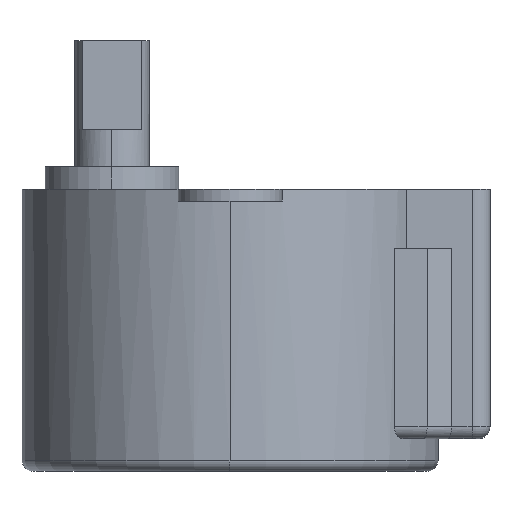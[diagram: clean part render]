
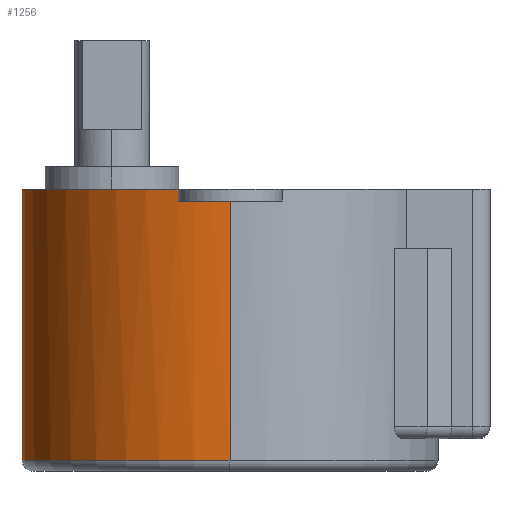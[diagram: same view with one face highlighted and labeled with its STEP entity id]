
A CAD part, left-side view. The second image highlights one B-rep face of the part: STEP entity #1256.
In plain terms, the highlighted cylindrical face has radius 14 mm (diameter 28 mm), a partial arc.
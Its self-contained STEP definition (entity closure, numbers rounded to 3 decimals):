
#12 = DIRECTION ( 'NONE',  ( 0., 0., -1. ) ) ;
#29 = DIRECTION ( 'NONE',  ( 0., 0., 1. ) ) ;
#55 = DIRECTION ( 'NONE',  ( 1., 0., 0. ) ) ;
#126 = VERTEX_POINT ( 'NONE', #1317 ) ;
#170 = VECTOR ( 'NONE', #962, 1000. ) ;
#179 = EDGE_CURVE ( 'NONE', #389, #1794, #959, .T. ) ;
#193 = CARTESIAN_POINT ( 'NONE',  ( -13.555, 3.5, 19. ) ) ;
#271 = AXIS2_PLACEMENT_3D ( 'NONE', #663, #29, #512 ) ;
#326 = CARTESIAN_POINT ( 'NONE',  ( 0., 0., 19. ) ) ;
#344 = CARTESIAN_POINT ( 'NONE',  ( 0., 0., 18.2 ) ) ;
#389 = VERTEX_POINT ( 'NONE', #1845 ) ;
#408 = ORIENTED_EDGE ( 'NONE', *, *, #999, .T. ) ;
#411 = ORIENTED_EDGE ( 'NONE', *, *, #179, .T. ) ;
#414 = VERTEX_POINT ( 'NONE', #1357 ) ;
#510 = LINE ( 'NONE', #761, #552 ) ;
#512 = DIRECTION ( 'NONE',  ( 1., 0., 0. ) ) ;
#518 = ORIENTED_EDGE ( 'NONE', *, *, #1047, .F. ) ;
#550 = VECTOR ( 'NONE', #1656, 1000. ) ;
#552 = VECTOR ( 'NONE', #2081, 1000. ) ;
#553 = ORIENTED_EDGE ( 'NONE', *, *, #622, .F. ) ;
#570 = VECTOR ( 'NONE', #1864, 1000. ) ;
#622 = EDGE_CURVE ( 'NONE', #414, #1079, #510, .T. ) ;
#663 = CARTESIAN_POINT ( 'NONE',  ( 0., 0., 19. ) ) ;
#761 = CARTESIAN_POINT ( 'NONE',  ( 13.555, 3.5, 18.2 ) ) ;
#836 = AXIS2_PLACEMENT_3D ( 'NONE', #326, #2126, #1978 ) ;
#840 = CARTESIAN_POINT ( 'NONE',  ( 14., 0., 19. ) ) ;
#942 = CIRCLE ( 'NONE', #1280, 14. ) ;
#959 = CIRCLE ( 'NONE', #1379, 14. ) ;
#962 = DIRECTION ( 'NONE',  ( 0., 0., 1. ) ) ;
#999 = EDGE_CURVE ( 'NONE', #1393, #126, #1183, .T. ) ;
#1025 = DIRECTION ( 'NONE',  ( 0., 0., -1. ) ) ;
#1047 = EDGE_CURVE ( 'NONE', #1079, #1145, #1821, .T. ) ;
#1054 = ORIENTED_EDGE ( 'NONE', *, *, #1227, .T. ) ;
#1067 = FACE_OUTER_BOUND ( 'NONE', #1234, .T. ) ;
#1068 = EDGE_CURVE ( 'NONE', #1412, #389, #1554, .T. ) ;
#1079 = VERTEX_POINT ( 'NONE', #1831 ) ;
#1123 = DIRECTION ( 'NONE',  ( 1., 0., 0. ) ) ;
#1142 = EDGE_CURVE ( 'NONE', #1393, #1794, #2110, .T. ) ;
#1145 = VERTEX_POINT ( 'NONE', #193 ) ;
#1183 = CIRCLE ( 'NONE', #1980, 14. ) ;
#1227 = EDGE_CURVE ( 'NONE', #126, #1145, #1657, .T. ) ;
#1228 = ORIENTED_EDGE ( 'NONE', *, *, #1142, .F. ) ;
#1234 = EDGE_LOOP ( 'NONE', ( #2156, #1361, #411, #1228, #408, #1054, #518, #553 ) ) ;
#1256 = ADVANCED_FACE ( 'NONE', ( #1067 ), #1844, .T. ) ;
#1280 = AXIS2_PLACEMENT_3D ( 'NONE', #2046, #1025, #55 ) ;
#1317 = CARTESIAN_POINT ( 'NONE',  ( -13.555, 3.5, 18.2 ) ) ;
#1357 = CARTESIAN_POINT ( 'NONE',  ( 13.555, 3.5, 18.2 ) ) ;
#1361 = ORIENTED_EDGE ( 'NONE', *, *, #1068, .T. ) ;
#1379 = AXIS2_PLACEMENT_3D ( 'NONE', #1617, #1480, #1123 ) ;
#1393 = VERTEX_POINT ( 'NONE', #1934 ) ;
#1412 = VERTEX_POINT ( 'NONE', #1441 ) ;
#1441 = CARTESIAN_POINT ( 'NONE',  ( 14., 0., 18.2 ) ) ;
#1480 = DIRECTION ( 'NONE',  ( 0., 0., 1. ) ) ;
#1506 = DIRECTION ( 'NONE',  ( -1., 0., 0. ) ) ;
#1522 = CARTESIAN_POINT ( 'NONE',  ( -14., 0., 19. ) ) ;
#1554 = LINE ( 'NONE', #840, #550 ) ;
#1616 = CARTESIAN_POINT ( 'NONE',  ( -13.555, 3.5, 18.2 ) ) ;
#1617 = CARTESIAN_POINT ( 'NONE',  ( 0., 0., 0.75 ) ) ;
#1656 = DIRECTION ( 'NONE',  ( 0., 0., -1. ) ) ;
#1657 = LINE ( 'NONE', #1616, #170 ) ;
#1794 = VERTEX_POINT ( 'NONE', #1888 ) ;
#1821 = CIRCLE ( 'NONE', #271, 14. ) ;
#1831 = CARTESIAN_POINT ( 'NONE',  ( 13.555, 3.5, 19. ) ) ;
#1844 = CYLINDRICAL_SURFACE ( 'NONE', #836, 14. ) ;
#1845 = CARTESIAN_POINT ( 'NONE',  ( 14., 0., 0.75 ) ) ;
#1859 = EDGE_CURVE ( 'NONE', #414, #1412, #942, .T. ) ;
#1864 = DIRECTION ( 'NONE',  ( 0., 0., -1. ) ) ;
#1888 = CARTESIAN_POINT ( 'NONE',  ( -14., 0., 0.75 ) ) ;
#1934 = CARTESIAN_POINT ( 'NONE',  ( -14., 0., 18.2 ) ) ;
#1978 = DIRECTION ( 'NONE',  ( -1., 0., 0. ) ) ;
#1980 = AXIS2_PLACEMENT_3D ( 'NONE', #344, #12, #1506 ) ;
#2046 = CARTESIAN_POINT ( 'NONE',  ( 0., 0., 18.2 ) ) ;
#2081 = DIRECTION ( 'NONE',  ( 0., 0., 1. ) ) ;
#2110 = LINE ( 'NONE', #1522, #570 ) ;
#2126 = DIRECTION ( 'NONE',  ( 0., 0., -1. ) ) ;
#2156 = ORIENTED_EDGE ( 'NONE', *, *, #1859, .T. ) ;
